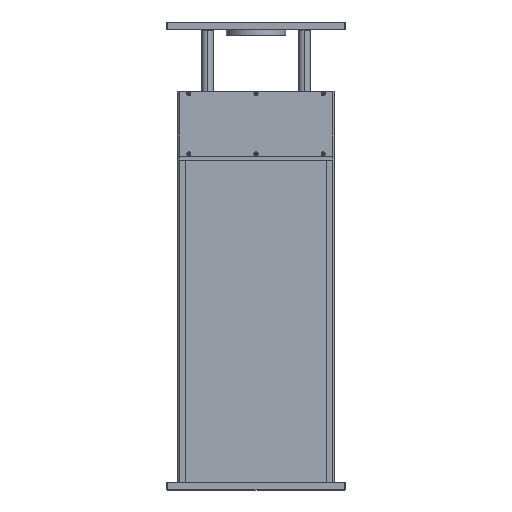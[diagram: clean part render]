
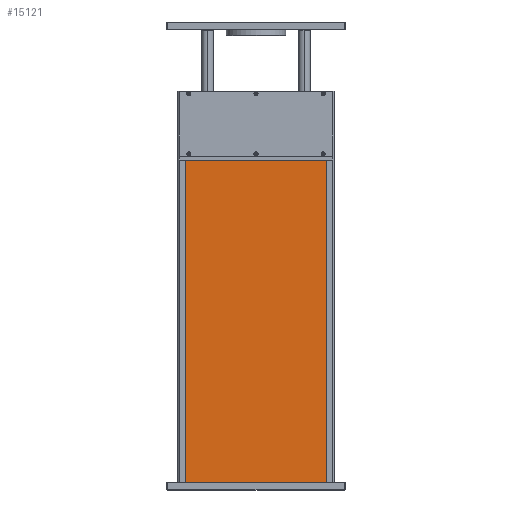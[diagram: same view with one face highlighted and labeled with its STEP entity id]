
A CAD part, top view. The second image highlights one B-rep face of the part: STEP entity #15121.
In plain terms, the highlighted planar face has unit normal (0, 0, 1).
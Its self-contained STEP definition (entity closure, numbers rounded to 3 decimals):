
#471 = FACE_OUTER_BOUND ( 'NONE', #24977, .T. ) ;
#2733 = ORIENTED_EDGE ( 'NONE', *, *, #17391, .F. ) ;
#4361 = LINE ( 'NONE', #22623, #32367 ) ;
#4969 = LINE ( 'NONE', #10926, #12604 ) ;
#7248 = ORIENTED_EDGE ( 'NONE', *, *, #29361, .F. ) ;
#8929 = CARTESIAN_POINT ( 'NONE',  ( -95., 0., 105. ) ) ;
#9281 = CARTESIAN_POINT ( 'NONE',  ( -95., -432., 105. ) ) ;
#10497 = CARTESIAN_POINT ( 'NONE',  ( 95., -432., 105. ) ) ;
#10926 = CARTESIAN_POINT ( 'NONE',  ( -95., -432., 105. ) ) ;
#11356 = CARTESIAN_POINT ( 'NONE',  ( 95., 0., 105. ) ) ;
#12604 = VECTOR ( 'NONE', #13624, 1000. ) ;
#13177 = VECTOR ( 'NONE', #14678, 1000. ) ;
#13624 = DIRECTION ( 'NONE',  ( 0., 1., 0. ) ) ;
#14678 = DIRECTION ( 'NONE',  ( -1., 0., 0. ) ) ;
#15092 = EDGE_CURVE ( 'NONE', #28558, #24602, #29333, .T. ) ;
#15121 = ADVANCED_FACE ( 'NONE', ( #471 ), #23069, .F. ) ;
#15259 = LINE ( 'NONE', #10497, #23304 ) ;
#15538 = VERTEX_POINT ( 'NONE', #11356 ) ;
#16959 = DIRECTION ( 'NONE',  ( 1., 0., 0. ) ) ;
#17288 = CARTESIAN_POINT ( 'NONE',  ( 0., -216., 105. ) ) ;
#17391 = EDGE_CURVE ( 'NONE', #24602, #17442, #4969, .T. ) ;
#17442 = VERTEX_POINT ( 'NONE', #8929 ) ;
#19467 = AXIS2_PLACEMENT_3D ( 'NONE', #17288, #28240, #20119 ) ;
#20108 = ORIENTED_EDGE ( 'NONE', *, *, #24148, .F. ) ;
#20119 = DIRECTION ( 'NONE',  ( 0., 1., 0. ) ) ;
#21791 = ORIENTED_EDGE ( 'NONE', *, *, #15092, .F. ) ;
#22623 = CARTESIAN_POINT ( 'NONE',  ( -95., 0., 105. ) ) ;
#23069 = PLANE ( 'NONE',  #19467 ) ;
#23304 = VECTOR ( 'NONE', #23949, 1000. ) ;
#23949 = DIRECTION ( 'NONE',  ( 0., -1., 0. ) ) ;
#24148 = EDGE_CURVE ( 'NONE', #15538, #28558, #15259, .T. ) ;
#24602 = VERTEX_POINT ( 'NONE', #25518 ) ;
#24977 = EDGE_LOOP ( 'NONE', ( #20108, #7248, #2733, #21791 ) ) ;
#25518 = CARTESIAN_POINT ( 'NONE',  ( -95., -432., 105. ) ) ;
#28240 = DIRECTION ( 'NONE',  ( 0., 0., -1. ) ) ;
#28558 = VERTEX_POINT ( 'NONE', #29383 ) ;
#29333 = LINE ( 'NONE', #9281, #13177 ) ;
#29361 = EDGE_CURVE ( 'NONE', #17442, #15538, #4361, .T. ) ;
#29383 = CARTESIAN_POINT ( 'NONE',  ( 95., -432., 105. ) ) ;
#32367 = VECTOR ( 'NONE', #16959, 1000. ) ;
